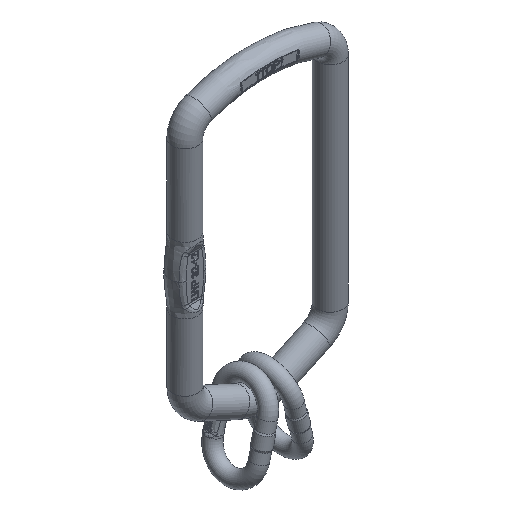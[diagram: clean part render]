
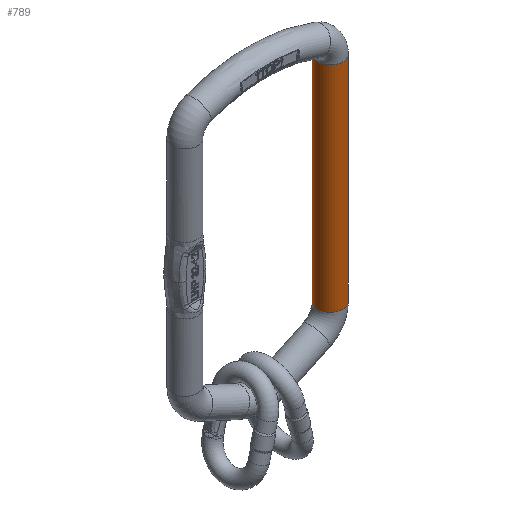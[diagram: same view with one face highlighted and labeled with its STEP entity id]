
A CAD part, isometric view. The second image highlights one B-rep face of the part: STEP entity #789.
In plain terms, the highlighted cylindrical face has radius 16.5 mm (diameter 33 mm), a full revolution.
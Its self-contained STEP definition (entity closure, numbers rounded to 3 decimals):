
#259=CYLINDRICAL_SURFACE('',#7690,16.5);
#717=CIRCLE('',#7687,16.5);
#718=CIRCLE('',#7689,16.5);
#789=ADVANCED_FACE('',(#1464,#1465),#259,.T.);
#1464=FACE_BOUND('',#1555,.T.);
#1465=FACE_BOUND('',#1556,.T.);
#1555=EDGE_LOOP('',(#2962));
#1556=EDGE_LOOP('',(#2963));
#2962=ORIENTED_EDGE('',*,*,#5868,.F.);
#2963=ORIENTED_EDGE('',*,*,#5867,.T.);
#5137=VERTEX_POINT('',#11026);
#5138=VERTEX_POINT('',#11029);
#5867=EDGE_CURVE('',#5137,#5137,#717,.T.);
#5868=EDGE_CURVE('',#5138,#5138,#718,.T.);
#7687=AXIS2_PLACEMENT_3D('',#11025,#8169,#8170);
#7689=AXIS2_PLACEMENT_3D('',#11028,#8173,#8174);
#7690=AXIS2_PLACEMENT_3D('',#11030,#8175,#8176);
#8169=DIRECTION('',(0.,0.,1.));
#8170=DIRECTION('',(0.,1.,0.));
#8173=DIRECTION('',(0.,0.,1.));
#8174=DIRECTION('',(0.,1.,0.));
#8175=DIRECTION('',(0.,0.,-1.));
#8176=DIRECTION('',(0.,1.,0.));
#11025=CARTESIAN_POINT('',(0.,94.,-129.474));
#11026=CARTESIAN_POINT('',(0.,110.5,-129.474));
#11028=CARTESIAN_POINT('',(0.,94.,147.606));
#11029=CARTESIAN_POINT('',(0.,110.5,147.606));
#11030=CARTESIAN_POINT('',(0.,94.,147.606));
